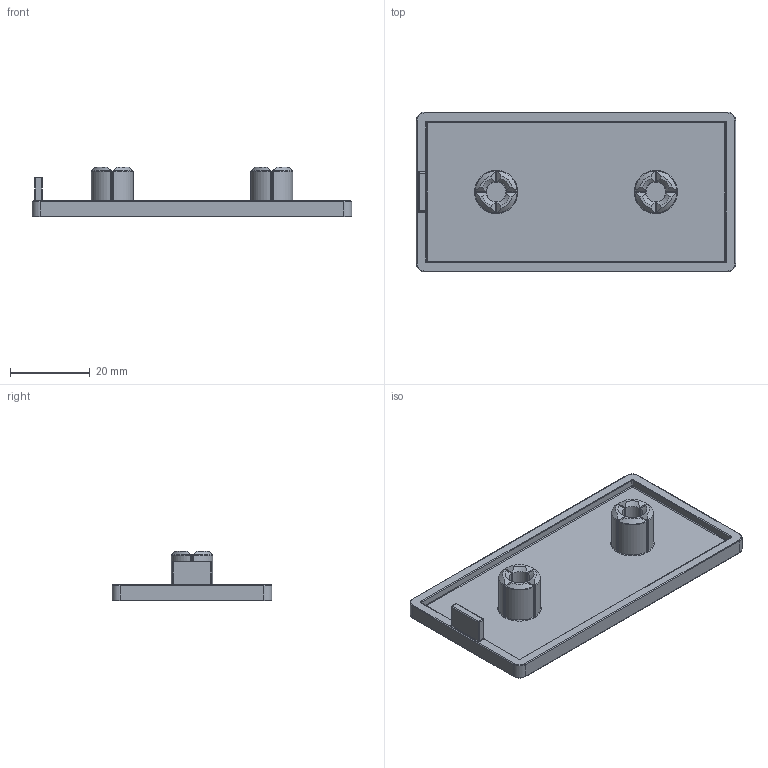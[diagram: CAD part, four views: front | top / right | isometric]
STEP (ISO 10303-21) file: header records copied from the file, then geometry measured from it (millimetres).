
FILE_DESCRIPTION (( 'STEP AP203' ), '1' );
FILE_NAME ('AL-375.0400A.01 Çàãëóøêà òîðöåâàÿ 40õ80.STEP', '2023-10-17T09:13:25', ( '' ), ( '' ), 'SwSTEP 2.0', 'SolidWorks 2021', '' );
FILE_SCHEMA (( 'CONFIG_CONTROL_DESIGN' ));
Length unit declared in the file: millimetre
Products named in the file (1): AL-375.0400A.01 Çàãëóøêà òîðöåâàÿ 40õ80
Bounding box: 80 x 40 x 12.5 mm (x, y, z)
Volume: 8862.8 mm3; surface area: 9130.6 mm2
Topology: 1 solids, 1 shells, 227 faces, 522 edges, 275 vertices
Faces by surface type: cylinder 89, plane 57, torus 40, bspline 17, cone 16, sphere 8
Entity records: 6896 total; most frequent: CARTESIAN_POINT 2134, ORIENTED_EDGE 994, DIRECTION 965, EDGE_CURVE 497, AXIS2_PLACEMENT_3D 392, VERTEX_POINT 275, EDGE_LOOP 230, FACE_OUTER_BOUND 227
